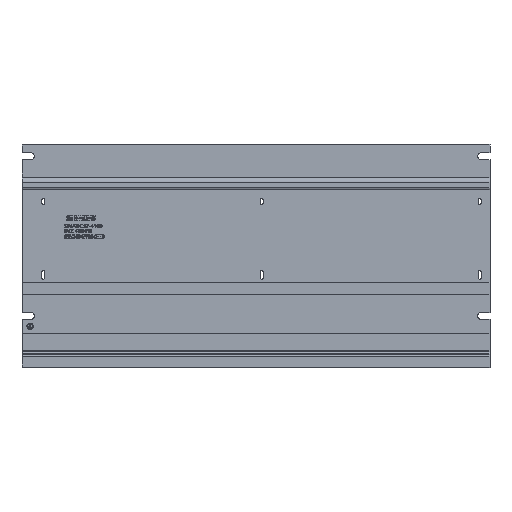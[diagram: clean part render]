
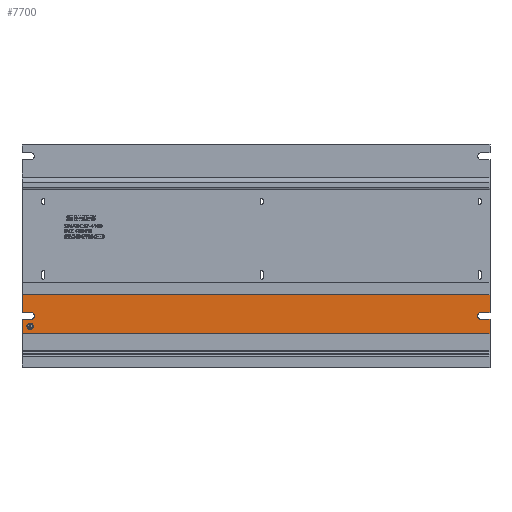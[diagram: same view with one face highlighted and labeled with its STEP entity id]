
A CAD part, top view. The second image highlights one B-rep face of the part: STEP entity #7700.
In plain terms, the highlighted planar face has unit normal (0, 0, 1).
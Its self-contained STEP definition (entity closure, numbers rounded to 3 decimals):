
#7700=ADVANCED_FACE('',(#9040,#9041),#8495,.T.);
#8495=PLANE('',#20274);
#9040=FACE_BOUND('',#9207,.T.);
#9041=FACE_BOUND('',#9208,.T.);
#9207=EDGE_LOOP('',(#12375,#12376,#12377,#12378,#12379,#12380,#12381,#12382,
#12383,#12384,#12385,#12386));
#9208=EDGE_LOOP('',(#12387));
#10096=LINE('',#24619,#11195);
#10097=LINE('',#24621,#11196);
#10098=LINE('',#24623,#11197);
#10099=LINE('',#24625,#11198);
#10100=LINE('',#24627,#11199);
#10101=LINE('',#24631,#11200);
#10102=LINE('',#24633,#11201);
#10103=LINE('',#24635,#11202);
#10104=LINE('',#24637,#11203);
#10105=LINE('',#24639,#11204);
#11195=VECTOR('',#21329,1.);
#11196=VECTOR('',#21330,1.);
#11197=VECTOR('',#21331,1.);
#11198=VECTOR('',#21332,1.);
#11199=VECTOR('',#21333,1.);
#11200=VECTOR('',#21336,1.);
#11201=VECTOR('',#21337,1.);
#11202=VECTOR('',#21338,1.);
#11203=VECTOR('',#21339,1.);
#11204=VECTOR('',#21340,1.);
#12375=ORIENTED_EDGE('',*,*,#17875,.T.);
#12376=ORIENTED_EDGE('',*,*,#17876,.T.);
#12377=ORIENTED_EDGE('',*,*,#17877,.F.);
#12378=ORIENTED_EDGE('',*,*,#17878,.F.);
#12379=ORIENTED_EDGE('',*,*,#17879,.T.);
#12380=ORIENTED_EDGE('',*,*,#17880,.F.);
#12381=ORIENTED_EDGE('',*,*,#17881,.F.);
#12382=ORIENTED_EDGE('',*,*,#17882,.F.);
#12383=ORIENTED_EDGE('',*,*,#17883,.T.);
#12384=ORIENTED_EDGE('',*,*,#17884,.T.);
#12385=ORIENTED_EDGE('',*,*,#17885,.F.);
#12386=ORIENTED_EDGE('',*,*,#17886,.T.);
#12387=ORIENTED_EDGE('',*,*,#17887,.T.);
#16489=VERTEX_POINT('',#24617);
#16490=VERTEX_POINT('',#24618);
#16491=VERTEX_POINT('',#24620);
#16492=VERTEX_POINT('',#24622);
#16493=VERTEX_POINT('',#24624);
#16494=VERTEX_POINT('',#24626);
#16495=VERTEX_POINT('',#24628);
#16496=VERTEX_POINT('',#24630);
#16497=VERTEX_POINT('',#24632);
#16498=VERTEX_POINT('',#24634);
#16499=VERTEX_POINT('',#24636);
#16500=VERTEX_POINT('',#24638);
#16501=VERTEX_POINT('',#24641);
#17875=EDGE_CURVE('',#16489,#16490,#19932,.T.);
#17876=EDGE_CURVE('',#16490,#16491,#10096,.T.);
#17877=EDGE_CURVE('',#16492,#16491,#10097,.T.);
#17878=EDGE_CURVE('',#16493,#16492,#10098,.T.);
#17879=EDGE_CURVE('',#16493,#16494,#10099,.T.);
#17880=EDGE_CURVE('',#16495,#16494,#10100,.T.);
#17881=EDGE_CURVE('',#16496,#16495,#19933,.T.);
#17882=EDGE_CURVE('',#16497,#16496,#10101,.T.);
#17883=EDGE_CURVE('',#16497,#16498,#10102,.T.);
#17884=EDGE_CURVE('',#16498,#16499,#10103,.T.);
#17885=EDGE_CURVE('',#16500,#16499,#10104,.T.);
#17886=EDGE_CURVE('',#16500,#16489,#10105,.T.);
#17887=EDGE_CURVE('',#16501,#16501,#19934,.T.);
#19932=CIRCLE('',#20271,3.5);
#19933=CIRCLE('',#20272,3.5);
#19934=CIRCLE('',#20273,3.25);
#20271=AXIS2_PLACEMENT_3D('',#24616,#21327,#21328);
#20272=AXIS2_PLACEMENT_3D('',#24629,#21334,#21335);
#20273=AXIS2_PLACEMENT_3D('',#24640,#21341,#21342);
#20274=AXIS2_PLACEMENT_3D('',#24642,#21343,#21344);
#21327=DIRECTION('',(0.,0.,-1.));
#21328=DIRECTION('',(1.,0.,0.));
#21329=DIRECTION('',(1.,0.,0.));
#21330=DIRECTION('',(0.,-1.,0.));
#21331=DIRECTION('',(1.,0.,0.));
#21332=DIRECTION('',(0.,-1.,0.));
#21333=DIRECTION('',(-1.,0.,0.));
#21334=DIRECTION('',(0.,0.,1.));
#21335=DIRECTION('',(1.,0.,0.));
#21336=DIRECTION('',(1.,0.,0.));
#21337=DIRECTION('',(0.,-1.,0.));
#21338=DIRECTION('',(1.,0.,0.));
#21339=DIRECTION('',(0.,-1.,0.));
#21340=DIRECTION('',(-1.,0.,0.));
#21341=DIRECTION('',(0.,0.,-1.));
#21342=DIRECTION('',(1.,0.,0.));
#21343=DIRECTION('',(0.,0.,1.));
#21344=DIRECTION('',(1.,0.,0.));
#24616=CARTESIAN_POINT('',(450.175,-55.75,-10.895));
#24617=CARTESIAN_POINT('',(450.175,-59.25,-10.895));
#24618=CARTESIAN_POINT('',(450.175,-52.25,-10.895));
#24619=CARTESIAN_POINT('',(-23.125,-52.25,-10.895));
#24620=CARTESIAN_POINT('',(459.475,-52.25,-10.895));
#24621=CARTESIAN_POINT('',(459.475,-31.242,-10.895));
#24622=CARTESIAN_POINT('',(459.475,-31.242,-10.895));
#24623=CARTESIAN_POINT('',(-23.125,-31.242,-10.895));
#24624=CARTESIAN_POINT('',(-23.125,-31.242,-10.895));
#24625=CARTESIAN_POINT('',(-23.125,-31.242,-10.895));
#24626=CARTESIAN_POINT('',(-23.125,-52.25,-10.895));
#24627=CARTESIAN_POINT('',(-23.125,-52.25,-10.895));
#24628=CARTESIAN_POINT('',(-13.825,-52.25,-10.895));
#24629=CARTESIAN_POINT('',(-13.825,-55.75,-10.895));
#24630=CARTESIAN_POINT('',(-13.825,-59.25,-10.895));
#24631=CARTESIAN_POINT('',(-23.125,-59.25,-10.895));
#24632=CARTESIAN_POINT('',(-23.125,-59.25,-10.895));
#24633=CARTESIAN_POINT('',(-23.125,-31.242,-10.895));
#24634=CARTESIAN_POINT('',(-23.125,-75.539,-10.895));
#24635=CARTESIAN_POINT('',(-23.125,-75.539,-10.895));
#24636=CARTESIAN_POINT('',(459.475,-75.539,-10.895));
#24637=CARTESIAN_POINT('',(459.475,-31.242,-10.895));
#24638=CARTESIAN_POINT('',(459.475,-59.25,-10.895));
#24639=CARTESIAN_POINT('',(-23.125,-59.25,-10.895));
#24640=CARTESIAN_POINT('',(-14.775,-66.575,-10.895));
#24641=CARTESIAN_POINT('',(-11.525,-66.575,-10.895));
#24642=CARTESIAN_POINT('',(-23.125,-31.242,-10.895));
